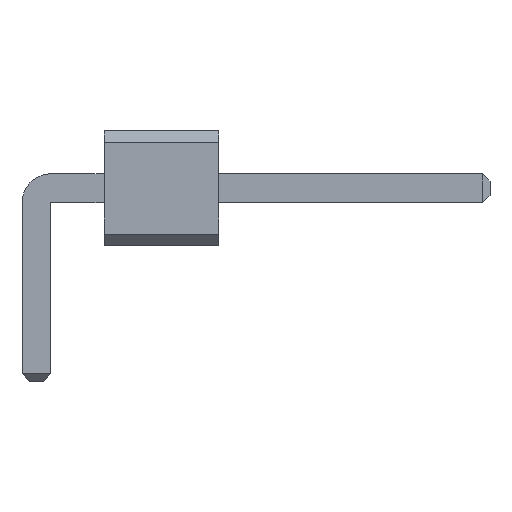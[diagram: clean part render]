
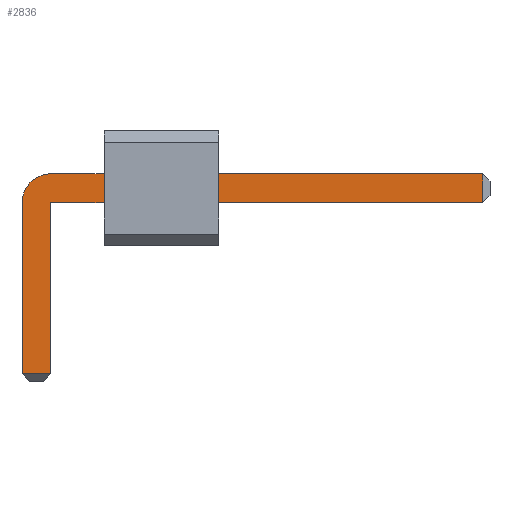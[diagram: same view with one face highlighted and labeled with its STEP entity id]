
A CAD part, front view. The second image highlights one B-rep face of the part: STEP entity #2836.
In plain terms, the highlighted planar face has unit normal (0, -1, 0).
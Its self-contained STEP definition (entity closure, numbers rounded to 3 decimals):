
#13=DIRECTION('',(0.,0.,1.));
#1240=VECTOR('',#13,1.);
#2636=VECTOR('',#2637,1.);
#2637=DIRECTION('',(1.,0.,0.));
#2643=VECTOR('',#2644,1.);
#2644=DIRECTION('',(0.,0.,-1.));
#2651=VECTOR('',#2652,1.);
#2652=DIRECTION('',(-1.,0.,0.));
#2673=DIRECTION('',(-0.,1.,0.));
#2677=DIRECTION('',(0.,1.,0.));
#2678=DIRECTION('',(1.,0.,0.));
#2685=VERTEX_POINT('',#2686);
#2686=CARTESIAN_POINT('',(0.32,-51.12,1.59));
#2688=ORIENTED_EDGE('',*,*,#2689,.T.);
#2689=EDGE_CURVE('',#2685,#2690,#2692,.T.);
#2690=VERTEX_POINT('',#2691);
#2691=CARTESIAN_POINT('',(9.88,-51.12,1.59));
#2692=LINE('',#2693,#2636);
#2693=CARTESIAN_POINT('',(-0.32,-51.12,1.59));
#2731=EDGE_CURVE('',#2732,#2685,#2734,.T.);
#2732=VERTEX_POINT('',#2733);
#2733=CARTESIAN_POINT('',(-0.32,-51.12,0.95));
#2734=CIRCLE('',#2735,0.64);
#2735=AXIS2_PLACEMENT_3D('',#2736,#2673,#2644);
#2736=CARTESIAN_POINT('',(0.32,-51.12,0.95));
#2748=VERTEX_POINT('',#2749);
#2749=CARTESIAN_POINT('',(9.88,-51.12,0.95));
#2751=ORIENTED_EDGE('',*,*,#2752,.T.);
#2752=EDGE_CURVE('',#2748,#2753,#2754,.T.);
#2753=VERTEX_POINT('',#2736);
#2754=LINE('',#2755,#2651);
#2755=CARTESIAN_POINT('',(10.04,-51.12,0.95));
#2767=VERTEX_POINT('',#2768);
#2768=CARTESIAN_POINT('',(-0.32,-51.12,-2.84));
#2770=ORIENTED_EDGE('',*,*,#2771,.T.);
#2771=EDGE_CURVE('',#2767,#2732,#2772,.T.);
#2772=LINE('',#2773,#1240);
#2773=CARTESIAN_POINT('',(-0.32,-51.12,-3.));
#2781=ORIENTED_EDGE('',*,*,#2782,.T.);
#2782=EDGE_CURVE('',#2753,#2783,#2785,.T.);
#2783=VERTEX_POINT('',#2784);
#2784=CARTESIAN_POINT('',(0.32,-51.12,-2.84));
#2785=LINE('',#2736,#2643);
#2836=ADVANCED_FACE('',(#2837),#2846,.F.);
#2837=FACE_BOUND('',#2838,.F.);
#2838=EDGE_LOOP('',(#2688,#2839,#2751,#2781,#2842,#2770,#2845));
#2839=ORIENTED_EDGE('',*,*,#2840,.T.);
#2840=EDGE_CURVE('',#2690,#2748,#2841,.T.);
#2841=LINE('',#2691,#2643);
#2842=ORIENTED_EDGE('',*,*,#2843,.T.);
#2843=EDGE_CURVE('',#2783,#2767,#2844,.T.);
#2844=LINE('',#2784,#2651);
#2845=ORIENTED_EDGE('',*,*,#2731,.T.);
#2846=PLANE('',#2847);
#2847=AXIS2_PLACEMENT_3D('',#2848,#2677,#2678);
#2848=CARTESIAN_POINT('',(3.576,-51.12,0.579));
